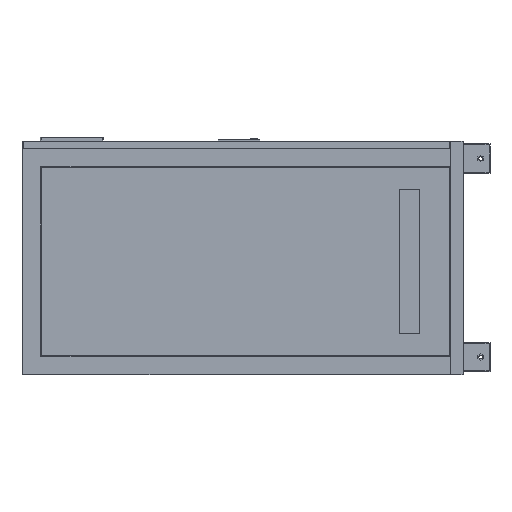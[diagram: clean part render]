
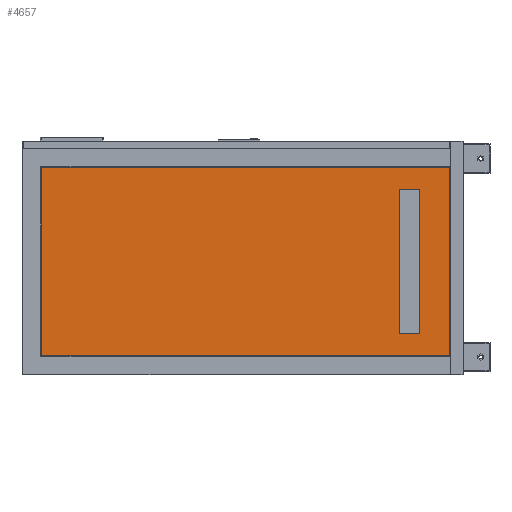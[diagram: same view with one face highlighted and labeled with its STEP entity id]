
A CAD part, left-side view. The second image highlights one B-rep face of the part: STEP entity #4657.
In plain terms, the highlighted planar face has unit normal (-1, 0, 0).
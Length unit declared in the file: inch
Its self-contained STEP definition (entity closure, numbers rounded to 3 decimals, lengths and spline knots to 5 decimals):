
#173 = LINE ( 'NONE', #5000, #9649 ) ;
#271 = ORIENTED_EDGE ( 'NONE', *, *, #7691, .F. ) ;
#302 = VERTEX_POINT ( 'NONE', #5037 ) ;
#506 = LINE ( 'NONE', #5519, #9018 ) ;
#512 = CARTESIAN_POINT ( 'NONE',  ( -16.83071, 6.88976, 9.73425 ) ) ;
#848 = CARTESIAN_POINT ( 'NONE',  ( -16.83071, 6.88976, -9.73425 ) ) ;
#851 = EDGE_CURVE ( 'NONE', #4157, #302, #8475, .T. ) ;
#989 = EDGE_CURVE ( 'NONE', #6004, #5155, #4729, .T. ) ;
#1063 = EDGE_CURVE ( 'NONE', #7510, #6763, #9273, .T. ) ;
#1152 = LINE ( 'NONE', #4361, #8610 ) ;
#1247 = CARTESIAN_POINT ( 'NONE',  ( -16.83071, 6.88976, -9.73425 ) ) ;
#1266 = CARTESIAN_POINT ( 'NONE',  ( -16.83071, 55.11811, 12.71654 ) ) ;
#1267 = ORIENTED_EDGE ( 'NONE', *, *, #9245, .T. ) ;
#1290 = DIRECTION ( 'NONE',  ( 0., -1., 0. ) ) ;
#1508 = LINE ( 'NONE', #848, #3760 ) ;
#1509 = DIRECTION ( 'NONE',  ( 0., 0., 1. ) ) ;
#1537 = PLANE ( 'NONE',  #6910 ) ;
#1609 = EDGE_CURVE ( 'NONE', #2263, #5820, #506, .T. ) ;
#1759 = DIRECTION ( 'NONE',  ( 0., -1., 0. ) ) ;
#1762 = EDGE_LOOP ( 'NONE', ( #1267, #3173, #8785, #6979 ) ) ;
#1769 = DIRECTION ( 'NONE',  ( 0., 1., 0. ) ) ;
#2263 = VERTEX_POINT ( 'NONE', #1266 ) ;
#2585 = ORIENTED_EDGE ( 'NONE', *, *, #1063, .F. ) ;
#2979 = CARTESIAN_POINT ( 'NONE',  ( -16.83071, 57.6378, 15.23622 ) ) ;
#3173 = ORIENTED_EDGE ( 'NONE', *, *, #989, .T. ) ;
#3288 = LINE ( 'NONE', #9701, #6892 ) ;
#3532 = ORIENTED_EDGE ( 'NONE', *, *, #1609, .F. ) ;
#3535 = CARTESIAN_POINT ( 'NONE',  ( -16.83071, 4.13386, -9.73425 ) ) ;
#3760 = VECTOR ( 'NONE', #9102, 39.37008 ) ;
#4071 = DIRECTION ( 'NONE',  ( 0., 0., -1. ) ) ;
#4157 = VERTEX_POINT ( 'NONE', #1247 ) ;
#4161 = CARTESIAN_POINT ( 'NONE',  ( -16.83071, 4.13386, 9.73425 ) ) ;
#4350 = FACE_BOUND ( 'NONE', #1762, .T. ) ;
#4361 = CARTESIAN_POINT ( 'NONE',  ( -16.83071, 6.88976, 9.73425 ) ) ;
#4657 = ADVANCED_FACE ( 'NONE', ( #8648, #4350 ), #1537, .F. ) ;
#4729 = LINE ( 'NONE', #9008, #8238 ) ;
#5000 = CARTESIAN_POINT ( 'NONE',  ( -16.83071, 0.07874, 12.71654 ) ) ;
#5037 = CARTESIAN_POINT ( 'NONE',  ( -16.83071, 6.88976, 9.73425 ) ) ;
#5090 = VECTOR ( 'NONE', #9497, 39.37008 ) ;
#5155 = VERTEX_POINT ( 'NONE', #3535 ) ;
#5304 = VECTOR ( 'NONE', #1769, 39.37008 ) ;
#5328 = CARTESIAN_POINT ( 'NONE',  ( -16.83071, 55.11811, -12.71654 ) ) ;
#5519 = CARTESIAN_POINT ( 'NONE',  ( -16.83071, 55.11811, 12.71654 ) ) ;
#5629 = DIRECTION ( 'NONE',  ( 0., 0., -1. ) ) ;
#5820 = VERTEX_POINT ( 'NONE', #9083 ) ;
#5972 = DIRECTION ( 'NONE',  ( 0., 0., -1. ) ) ;
#6004 = VERTEX_POINT ( 'NONE', #4161 ) ;
#6142 = CARTESIAN_POINT ( 'NONE',  ( -16.83071, 55.11811, -12.71654 ) ) ;
#6530 = CARTESIAN_POINT ( 'NONE',  ( -16.83071, 0.07874, -12.71654 ) ) ;
#6763 = VERTEX_POINT ( 'NONE', #6142 ) ;
#6831 = DIRECTION ( 'NONE',  ( 1., 0., 0. ) ) ;
#6892 = VECTOR ( 'NONE', #1509, 39.37008 ) ;
#6910 = AXIS2_PLACEMENT_3D ( 'NONE', #2979, #6831, #5972 ) ;
#6979 = ORIENTED_EDGE ( 'NONE', *, *, #851, .T. ) ;
#7035 = ORIENTED_EDGE ( 'NONE', *, *, #9380, .F. ) ;
#7510 = VERTEX_POINT ( 'NONE', #6530 ) ;
#7691 = EDGE_CURVE ( 'NONE', #5820, #7510, #173, .T. ) ;
#8238 = VECTOR ( 'NONE', #4071, 39.37008 ) ;
#8475 = LINE ( 'NONE', #512, #5090 ) ;
#8610 = VECTOR ( 'NONE', #1290, 39.37008 ) ;
#8648 = FACE_OUTER_BOUND ( 'NONE', #9218, .T. ) ;
#8785 = ORIENTED_EDGE ( 'NONE', *, *, #9493, .T. ) ;
#9008 = CARTESIAN_POINT ( 'NONE',  ( -16.83071, 4.13386, 9.73425 ) ) ;
#9018 = VECTOR ( 'NONE', #1759, 39.37008 ) ;
#9083 = CARTESIAN_POINT ( 'NONE',  ( -16.83071, 0.07874, 12.71654 ) ) ;
#9102 = DIRECTION ( 'NONE',  ( 0., 1., 0. ) ) ;
#9218 = EDGE_LOOP ( 'NONE', ( #3532, #7035, #2585, #271 ) ) ;
#9245 = EDGE_CURVE ( 'NONE', #302, #6004, #1152, .T. ) ;
#9273 = LINE ( 'NONE', #5328, #5304 ) ;
#9380 = EDGE_CURVE ( 'NONE', #6763, #2263, #3288, .T. ) ;
#9493 = EDGE_CURVE ( 'NONE', #5155, #4157, #1508, .T. ) ;
#9497 = DIRECTION ( 'NONE',  ( 0., 0., 1. ) ) ;
#9649 = VECTOR ( 'NONE', #5629, 39.37008 ) ;
#9701 = CARTESIAN_POINT ( 'NONE',  ( -16.83071, 55.11811, 12.71654 ) ) ;
